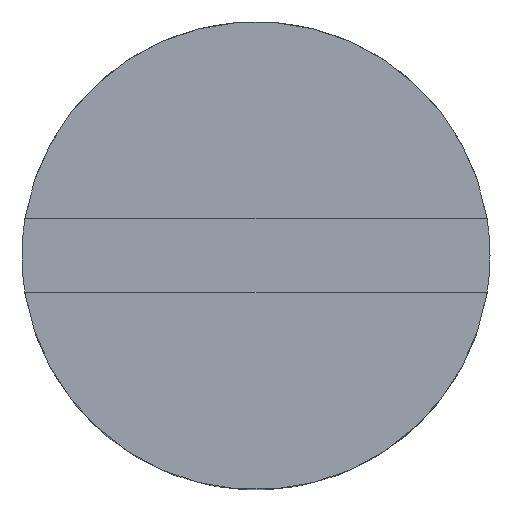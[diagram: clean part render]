
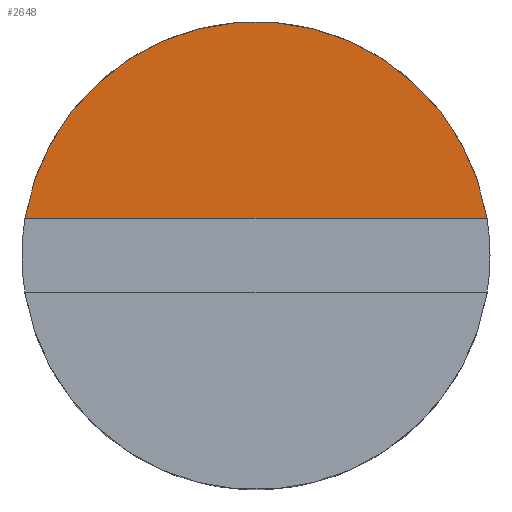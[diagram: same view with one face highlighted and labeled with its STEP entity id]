
A CAD part, top view. The second image highlights one B-rep face of the part: STEP entity #2648.
In plain terms, the highlighted planar face has unit normal (0, 0, 1).
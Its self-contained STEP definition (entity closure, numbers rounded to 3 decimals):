
#37 = AXIS2_PLACEMENT_3D ( 'NONE', #2406, #2842, #64 ) ;
#50 = VERTEX_POINT ( 'NONE', #2137 ) ;
#64 = DIRECTION ( 'NONE',  ( 1., 0., 0. ) ) ;
#162 = CARTESIAN_POINT ( 'NONE',  ( 0., 0., 2. ) ) ;
#516 = LINE ( 'NONE', #1038, #614 ) ;
#518 = VERTEX_POINT ( 'NONE', #1125 ) ;
#614 = VECTOR ( 'NONE', #861, 1000. ) ;
#861 = DIRECTION ( 'NONE',  ( -1., 0., 0. ) ) ;
#1001 = AXIS2_PLACEMENT_3D ( 'NONE', #162, #1826, #1541 ) ;
#1003 = PLANE ( 'NONE',  #1001 ) ;
#1038 = CARTESIAN_POINT ( 'NONE',  ( 0., 0.437, 2. ) ) ;
#1125 = CARTESIAN_POINT ( 'NONE',  ( -2.715, 0.437, 2. ) ) ;
#1310 = ORIENTED_EDGE ( 'NONE', *, *, #1856, .T. ) ;
#1541 = DIRECTION ( 'NONE',  ( 1., 0., 0. ) ) ;
#1618 = EDGE_CURVE ( 'NONE', #50, #518, #516, .T. ) ;
#1826 = DIRECTION ( 'NONE',  ( 0., 0., 1. ) ) ;
#1856 = EDGE_CURVE ( 'NONE', #50, #518, #2892, .T. ) ;
#2137 = CARTESIAN_POINT ( 'NONE',  ( 2.715, 0.438, 2. ) ) ;
#2386 = ORIENTED_EDGE ( 'NONE', *, *, #1618, .F. ) ;
#2406 = CARTESIAN_POINT ( 'NONE',  ( 0., 0., 2. ) ) ;
#2453 = EDGE_LOOP ( 'NONE', ( #2386, #1310 ) ) ;
#2648 = ADVANCED_FACE ( 'NONE', ( #2819 ), #1003, .T. ) ;
#2819 = FACE_OUTER_BOUND ( 'NONE', #2453, .T. ) ;
#2842 = DIRECTION ( 'NONE',  ( 0., 0., 1. ) ) ;
#2892 = CIRCLE ( 'NONE', #37, 2.75 ) ;
